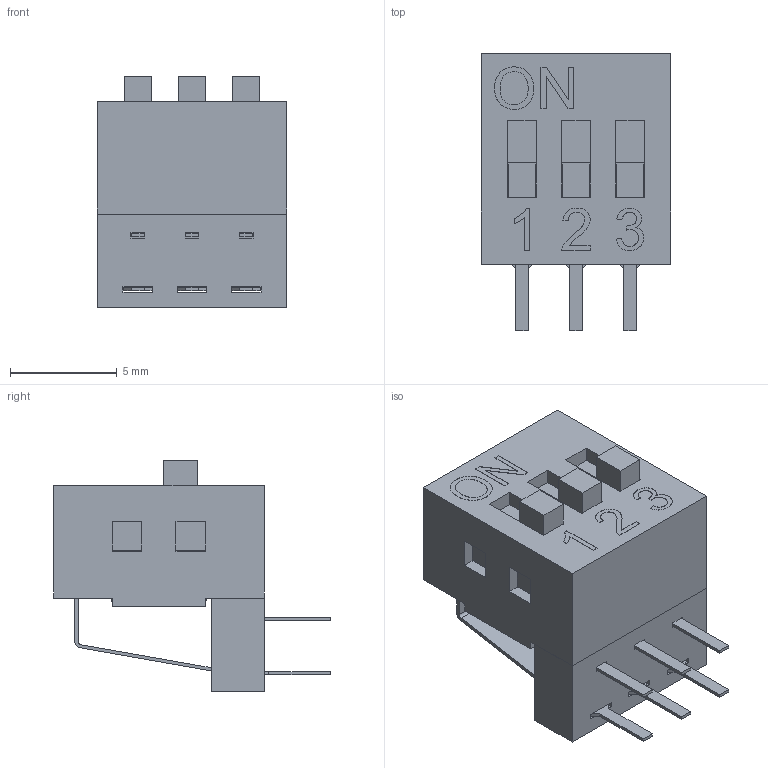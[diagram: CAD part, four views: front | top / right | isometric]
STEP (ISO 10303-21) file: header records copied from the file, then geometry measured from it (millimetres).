
FILE_DESCRIPTION( ( 'Unknown' ), '1' );
FILE_NAME( '418217270903A_V2.stp', 'Unknown', ( 'Unknown' ), ( 'Unknown' ), 'PSStep 19.0.9', 'Unknown', ' ' );
FILE_SCHEMA( ( 'AUTOMOTIVE_DESIGN { 1 0 10303 214 1 1 1 1 }' ) );
Length unit declared in the file: millimetre
Products named in the file (7): Assem1; Terminal_up; Terminal_down; Actuator; Cover; Accessory; Base
Assembly tree (14 placements, depth 2):
  Assem1
    Terminal_up  x4
    Terminal_down  x4
    Actuator  x3
    Cover
    Accessory
    Base
Bounding box: 8.92 x 13 x 10.83 mm (x, y, z)
Volume: 437.5 mm3; surface area: 1574.6 mm2
Topology: 14 solids, 14 shells, 661 faces, 1831 edges, 1210 vertices
Faces by surface type: plane 579, cylinder 72, extrusion 10
Entity records: 17515 total; most frequent: CARTESIAN_POINT 3031, ORIENTED_EDGE 2374, DIRECTION 2033, EDGE_CURVE 1187, VECTOR 1097, LINE 1087, VERTEX_POINT 782, AXIS2_PLACEMENT_3D 468
